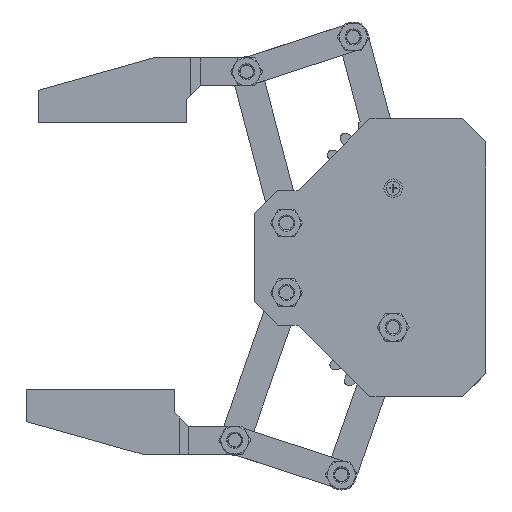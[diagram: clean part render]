
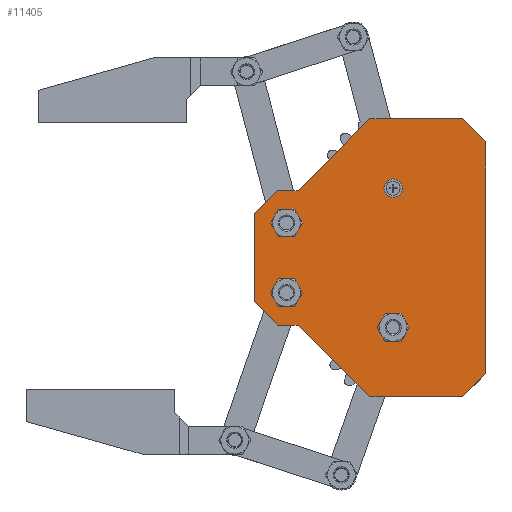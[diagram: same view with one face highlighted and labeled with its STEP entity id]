
A CAD part, front view. The second image highlights one B-rep face of the part: STEP entity #11405.
In plain terms, the highlighted planar face has unit normal (0, -1, 0).
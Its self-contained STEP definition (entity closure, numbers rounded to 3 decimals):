
#461=FACE_BOUND('',#1946,.T.);
#462=FACE_BOUND('',#1947,.T.);
#463=FACE_BOUND('',#1948,.T.);
#464=FACE_BOUND('',#1949,.T.);
#702=PLANE('',#12889);
#1261=FACE_OUTER_BOUND('',#1945,.T.);
#1945=EDGE_LOOP('',(#10114,#10115,#10116,#10117,#10118,#10119,#10120,#10121,
#10122,#10123,#10124,#10125));
#1946=EDGE_LOOP('',(#10126));
#1947=EDGE_LOOP('',(#10127));
#1948=EDGE_LOOP('',(#10128));
#1949=EDGE_LOOP('',(#10129));
#2894=LINE('',#20872,#3805);
#2897=LINE('',#20877,#3808);
#2899=LINE('',#20881,#3810);
#2901=LINE('',#20885,#3812);
#2903=LINE('',#20889,#3814);
#2905=LINE('',#20893,#3816);
#2907=LINE('',#20897,#3818);
#2909=LINE('',#20901,#3820);
#2911=LINE('',#20905,#3822);
#2913=LINE('',#20909,#3824);
#2915=LINE('',#20913,#3826);
#2917=LINE('',#20916,#3828);
#3805=VECTOR('',#16004,10.);
#3808=VECTOR('',#16009,10.);
#3810=VECTOR('',#16013,10.);
#3812=VECTOR('',#16017,10.);
#3814=VECTOR('',#16021,10.);
#3816=VECTOR('',#16025,10.);
#3818=VECTOR('',#16029,10.);
#3820=VECTOR('',#16033,10.);
#3822=VECTOR('',#16037,10.);
#3824=VECTOR('',#16041,10.);
#3826=VECTOR('',#16045,10.);
#3828=VECTOR('',#16049,10.);
#4408=CIRCLE('',#12870,2.);
#4409=CIRCLE('',#12872,2.);
#4410=CIRCLE('',#12874,2.);
#4411=CIRCLE('',#12876,2.);
#5427=VERTEX_POINT('',#20854);
#5428=VERTEX_POINT('',#20858);
#5429=VERTEX_POINT('',#20862);
#5430=VERTEX_POINT('',#20866);
#5431=VERTEX_POINT('',#20870);
#5432=VERTEX_POINT('',#20871);
#5433=VERTEX_POINT('',#20876);
#5434=VERTEX_POINT('',#20880);
#5435=VERTEX_POINT('',#20884);
#5436=VERTEX_POINT('',#20888);
#5437=VERTEX_POINT('',#20892);
#5438=VERTEX_POINT('',#20896);
#5439=VERTEX_POINT('',#20900);
#5440=VERTEX_POINT('',#20904);
#5441=VERTEX_POINT('',#20908);
#5442=VERTEX_POINT('',#20912);
#6996=EDGE_CURVE('',#5427,#5427,#4408,.T.);
#6998=EDGE_CURVE('',#5428,#5428,#4409,.T.);
#7000=EDGE_CURVE('',#5429,#5429,#4410,.T.);
#7002=EDGE_CURVE('',#5430,#5430,#4411,.T.);
#7003=EDGE_CURVE('',#5431,#5432,#2894,.T.);
#7006=EDGE_CURVE('',#5433,#5431,#2897,.T.);
#7008=EDGE_CURVE('',#5434,#5433,#2899,.T.);
#7010=EDGE_CURVE('',#5435,#5434,#2901,.T.);
#7012=EDGE_CURVE('',#5436,#5435,#2903,.T.);
#7014=EDGE_CURVE('',#5437,#5436,#2905,.T.);
#7016=EDGE_CURVE('',#5438,#5437,#2907,.T.);
#7018=EDGE_CURVE('',#5439,#5438,#2909,.T.);
#7020=EDGE_CURVE('',#5440,#5439,#2911,.T.);
#7022=EDGE_CURVE('',#5441,#5440,#2913,.T.);
#7024=EDGE_CURVE('',#5442,#5441,#2915,.T.);
#7026=EDGE_CURVE('',#5432,#5442,#2917,.T.);
#10114=ORIENTED_EDGE('',*,*,#7026,.F.);
#10115=ORIENTED_EDGE('',*,*,#7003,.F.);
#10116=ORIENTED_EDGE('',*,*,#7006,.F.);
#10117=ORIENTED_EDGE('',*,*,#7008,.F.);
#10118=ORIENTED_EDGE('',*,*,#7010,.F.);
#10119=ORIENTED_EDGE('',*,*,#7012,.F.);
#10120=ORIENTED_EDGE('',*,*,#7014,.F.);
#10121=ORIENTED_EDGE('',*,*,#7016,.F.);
#10122=ORIENTED_EDGE('',*,*,#7018,.F.);
#10123=ORIENTED_EDGE('',*,*,#7020,.F.);
#10124=ORIENTED_EDGE('',*,*,#7022,.F.);
#10125=ORIENTED_EDGE('',*,*,#7024,.F.);
#10126=ORIENTED_EDGE('',*,*,#7002,.F.);
#10127=ORIENTED_EDGE('',*,*,#7000,.F.);
#10128=ORIENTED_EDGE('',*,*,#6998,.F.);
#10129=ORIENTED_EDGE('',*,*,#6996,.F.);
#11405=ADVANCED_FACE('',(#1261,#461,#462,#463,#464),#702,.F.);
#12870=AXIS2_PLACEMENT_3D('',#20856,#15985,#15986);
#12872=AXIS2_PLACEMENT_3D('',#20860,#15990,#15991);
#12874=AXIS2_PLACEMENT_3D('',#20864,#15995,#15996);
#12876=AXIS2_PLACEMENT_3D('',#20868,#16000,#16001);
#12889=AXIS2_PLACEMENT_3D('',#20917,#16050,#16051);
#15985=DIRECTION('center_axis',(0.,-1.,0.));
#15986=DIRECTION('ref_axis',(1.,0.,0.));
#15990=DIRECTION('center_axis',(0.,-1.,0.));
#15991=DIRECTION('ref_axis',(1.,0.,0.));
#15995=DIRECTION('center_axis',(0.,-1.,0.));
#15996=DIRECTION('ref_axis',(1.,0.,0.));
#16000=DIRECTION('center_axis',(0.,-1.,0.));
#16001=DIRECTION('ref_axis',(1.,0.,0.));
#16004=DIRECTION('',(1.,0.,0.));
#16009=DIRECTION('',(0.707,0.,0.707));
#16013=DIRECTION('',(1.,0.,0.));
#16017=DIRECTION('',(0.707,0.,0.707));
#16021=DIRECTION('',(0.,0.,1.));
#16025=DIRECTION('',(-0.707,0.,0.707));
#16029=DIRECTION('',(-1.,0.,0.));
#16033=DIRECTION('',(-0.707,0.,0.707));
#16037=DIRECTION('',(-1.,0.,0.));
#16041=DIRECTION('',(-0.707,0.,-0.707));
#16045=DIRECTION('',(0.,0.,-1.));
#16049=DIRECTION('',(0.707,0.,-0.707));
#16050=DIRECTION('center_axis',(0.,1.,0.));
#16051=DIRECTION('ref_axis',(0.,0.,1.));
#20854=CARTESIAN_POINT('',(-52.,0.,-42.5));
#20856=CARTESIAN_POINT('Origin',(-50.,0.,-42.5));
#20858=CARTESIAN_POINT('',(-52.,0.,-27.5));
#20860=CARTESIAN_POINT('Origin',(-50.,0.,-27.5));
#20862=CARTESIAN_POINT('',(-29.,0.,-50.));
#20864=CARTESIAN_POINT('Origin',(-27.,0.,-50.));
#20866=CARTESIAN_POINT('',(-29.,0.,-20.));
#20868=CARTESIAN_POINT('Origin',(-27.,0.,-20.));
#20870=CARTESIAN_POINT('',(-32.,0.,-5.));
#20871=CARTESIAN_POINT('',(-12.,0.,-5.));
#20872=CARTESIAN_POINT('',(-43.667,0.,-5.));
#20876=CARTESIAN_POINT('',(-47.5,0.,-20.5));
#20877=CARTESIAN_POINT('',(-47.5,0.,-20.5));
#20880=CARTESIAN_POINT('',(-52.,0.,-20.5));
#20881=CARTESIAN_POINT('',(-52.,0.,-20.5));
#20884=CARTESIAN_POINT('',(-57.,0.,-25.5));
#20885=CARTESIAN_POINT('',(-57.,0.,-25.5));
#20888=CARTESIAN_POINT('',(-57.,0.,-44.5));
#20889=CARTESIAN_POINT('',(-57.,0.,-44.5));
#20892=CARTESIAN_POINT('',(-52.,0.,-49.5));
#20893=CARTESIAN_POINT('',(-52.,0.,-49.5));
#20896=CARTESIAN_POINT('',(-47.5,0.,-49.5));
#20897=CARTESIAN_POINT('',(-47.5,0.,-49.5));
#20900=CARTESIAN_POINT('',(-32.,0.,-65.));
#20901=CARTESIAN_POINT('',(-32.,0.,-65.));
#20904=CARTESIAN_POINT('',(-12.,0.,-65.));
#20905=CARTESIAN_POINT('',(-12.,0.,-65.));
#20908=CARTESIAN_POINT('',(-7.,0.,-60.));
#20909=CARTESIAN_POINT('',(-7.,0.,-60.));
#20912=CARTESIAN_POINT('',(-7.,0.,-10.));
#20913=CARTESIAN_POINT('',(-7.,0.,-10.));
#20916=CARTESIAN_POINT('',(-12.,0.,-5.));
#20917=CARTESIAN_POINT('Origin',(-32.,0.,-35.));
